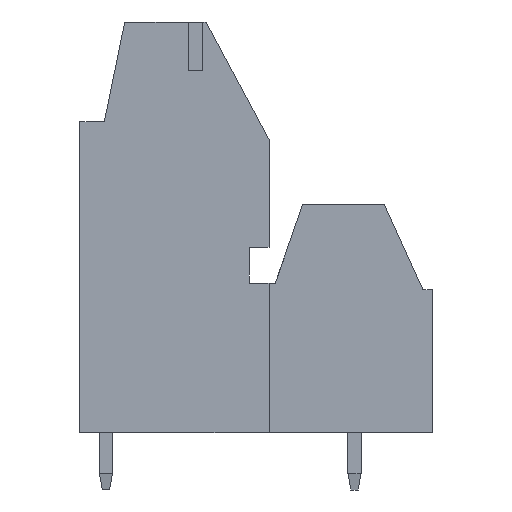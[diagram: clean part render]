
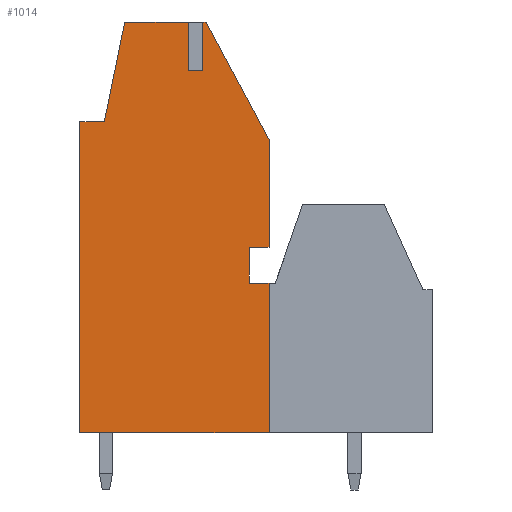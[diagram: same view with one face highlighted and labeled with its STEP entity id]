
A CAD part, left-side view. The second image highlights one B-rep face of the part: STEP entity #1014.
In plain terms, the highlighted planar face has unit normal (-1, 0, 0).
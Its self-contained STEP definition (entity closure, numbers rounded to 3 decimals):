
#2 = LINE ( 'NONE', #19037, #26197 ) ;
#215 = VERTEX_POINT ( 'NONE', #8225 ) ;
#309 = VECTOR ( 'NONE', #13912, 1000. ) ;
#377 = ORIENTED_EDGE ( 'NONE', *, *, #1002, .F. ) ;
#486 = CARTESIAN_POINT ( 'NONE',  ( -6.35, 3.542, -3. ) ) ;
#501 = CARTESIAN_POINT ( 'NONE',  ( -6.35, 0.42, -16.017 ) ) ;
#975 = VERTEX_POINT ( 'NONE', #25005 ) ;
#1002 = EDGE_CURVE ( 'NONE', #11128, #19802, #30246, .T. ) ;
#1004 = CARTESIAN_POINT ( 'NONE',  ( -6.35, 3.961, 0. ) ) ;
#1014 = ADVANCED_FACE ( 'NONE', ( #11639 ), #30406, .T. ) ;
#1288 = CARTESIAN_POINT ( 'NONE',  ( -6.35, 3.542, -3. ) ) ;
#1582 = VECTOR ( 'NONE', #21511, 1000. ) ;
#1770 = VECTOR ( 'NONE', #29678, 1000. ) ;
#1813 = VECTOR ( 'NONE', #7611, 1000. ) ;
#1907 = EDGE_CURVE ( 'NONE', #28550, #13578, #14924, .T. ) ;
#2272 = CARTESIAN_POINT ( 'NONE',  ( -6.35, 3.055, 0. ) ) ;
#2445 = VERTEX_POINT ( 'NONE', #6821 ) ;
#2711 = LINE ( 'NONE', #9901, #1813 ) ;
#2764 = VECTOR ( 'NONE', #15957, 1000. ) ;
#2899 = CARTESIAN_POINT ( 'NONE',  ( -6.35, -0.8, -25.2 ) ) ;
#3212 = ORIENTED_EDGE ( 'NONE', *, *, #6980, .F. ) ;
#3253 = VECTOR ( 'NONE', #9811, 1000. ) ;
#3532 = ORIENTED_EDGE ( 'NONE', *, *, #19178, .T. ) ;
#3784 = ORIENTED_EDGE ( 'NONE', *, *, #12577, .F. ) ;
#4287 = EDGE_CURVE ( 'NONE', #975, #215, #29054, .T. ) ;
#4324 = VECTOR ( 'NONE', #13425, 1000. ) ;
#4435 = CARTESIAN_POINT ( 'NONE',  ( -6.35, 9.3, -6.113 ) ) ;
#5157 = VECTOR ( 'NONE', #24664, 1000. ) ;
#5260 = CARTESIAN_POINT ( 'NONE',  ( -6.35, 10.8, -6.113 ) ) ;
#5820 = EDGE_CURVE ( 'NONE', #16700, #215, #23007, .T. ) ;
#6308 = EDGE_CURVE ( 'NONE', #27561, #975, #17451, .T. ) ;
#6410 = EDGE_CURVE ( 'NONE', #2445, #16380, #16231, .T. ) ;
#6435 = ORIENTED_EDGE ( 'NONE', *, *, #6308, .T. ) ;
#6525 = CARTESIAN_POINT ( 'NONE',  ( -6.35, 0., 0. ) ) ;
#6539 = ORIENTED_EDGE ( 'NONE', *, *, #5820, .F. ) ;
#6596 = EDGE_CURVE ( 'NONE', #17053, #16700, #22921, .T. ) ;
#6751 = ORIENTED_EDGE ( 'NONE', *, *, #6596, .F. ) ;
#6821 = CARTESIAN_POINT ( 'NONE',  ( -6.35, 8.055, 0. ) ) ;
#6829 = CARTESIAN_POINT ( 'NONE',  ( -6.35, 3.961, 0. ) ) ;
#6980 = EDGE_CURVE ( 'NONE', #13578, #2445, #7170, .T. ) ;
#7094 = EDGE_CURVE ( 'NONE', #24809, #9080, #2711, .T. ) ;
#7170 = LINE ( 'NONE', #18866, #2764 ) ;
#7497 = ORIENTED_EDGE ( 'NONE', *, *, #28679, .F. ) ;
#7554 = CARTESIAN_POINT ( 'NONE',  ( -6.35, 10.8, -25.2 ) ) ;
#7609 = CARTESIAN_POINT ( 'NONE',  ( -6.35, 0.42, -13.816 ) ) ;
#7611 = DIRECTION ( 'NONE',  ( 0., 0., -1. ) ) ;
#8225 = CARTESIAN_POINT ( 'NONE',  ( -6.35, -0.8, -16.017 ) ) ;
#8484 = LINE ( 'NONE', #13080, #29401 ) ;
#9080 = VERTEX_POINT ( 'NONE', #1288 ) ;
#9177 = DIRECTION ( 'NONE',  ( 0., -0.471, -0.882 ) ) ;
#9327 = DIRECTION ( 'NONE',  ( -1., 0., 0. ) ) ;
#9352 = EDGE_CURVE ( 'NONE', #16380, #21290, #13751, .T. ) ;
#9811 = DIRECTION ( 'NONE',  ( 0., 1., 0. ) ) ;
#9901 = CARTESIAN_POINT ( 'NONE',  ( -6.35, 3.542, 0. ) ) ;
#10032 = CARTESIAN_POINT ( 'NONE',  ( -6.35, 3.055, 0. ) ) ;
#10053 = CARTESIAN_POINT ( 'NONE',  ( -6.35, 3.542, 0. ) ) ;
#10097 = CARTESIAN_POINT ( 'NONE',  ( -6.35, 9.3, -6.113 ) ) ;
#10407 = DIRECTION ( 'NONE',  ( 0., -1., 0. ) ) ;
#10573 = ORIENTED_EDGE ( 'NONE', *, *, #7094, .T. ) ;
#10897 = VECTOR ( 'NONE', #10407, 1000. ) ;
#10908 = EDGE_CURVE ( 'NONE', #28523, #19802, #2, .T. ) ;
#10940 = DIRECTION ( 'NONE',  ( 0., 1., 0. ) ) ;
#11128 = VERTEX_POINT ( 'NONE', #10032 ) ;
#11152 = CARTESIAN_POINT ( 'NONE',  ( -6.35, -0.8, -16.017 ) ) ;
#11267 = CARTESIAN_POINT ( 'NONE',  ( -6.35, -0.8, -13.816 ) ) ;
#11639 = FACE_OUTER_BOUND ( 'NONE', #27961, .T. ) ;
#11775 = VECTOR ( 'NONE', #30381, 1000. ) ;
#12577 = EDGE_CURVE ( 'NONE', #24809, #11128, #13329, .T. ) ;
#12651 = CARTESIAN_POINT ( 'NONE',  ( -6.35, 0., -25.2 ) ) ;
#13080 = CARTESIAN_POINT ( 'NONE',  ( -6.35, -0.8, -13.816 ) ) ;
#13329 = LINE ( 'NONE', #15505, #15846 ) ;
#13425 = DIRECTION ( 'NONE',  ( 0., 0., -1. ) ) ;
#13578 = VERTEX_POINT ( 'NONE', #4435 ) ;
#13751 = LINE ( 'NONE', #6829, #4324 ) ;
#13912 = DIRECTION ( 'NONE',  ( 0., -1., 0. ) ) ;
#13936 = EDGE_CURVE ( 'NONE', #28523, #17053, #8484, .T. ) ;
#14135 = DIRECTION ( 'NONE',  ( 0., 0., 1. ) ) ;
#14924 = LINE ( 'NONE', #10097, #10897 ) ;
#15505 = CARTESIAN_POINT ( 'NONE',  ( -6.35, 0., 0. ) ) ;
#15846 = VECTOR ( 'NONE', #24863, 1000. ) ;
#15957 = DIRECTION ( 'NONE',  ( 0., -0.2, 0.98 ) ) ;
#16231 = LINE ( 'NONE', #6525, #309 ) ;
#16380 = VERTEX_POINT ( 'NONE', #1004 ) ;
#16578 = CARTESIAN_POINT ( 'NONE',  ( -6.35, 0., -25.2 ) ) ;
#16669 = ORIENTED_EDGE ( 'NONE', *, *, #13936, .F. ) ;
#16700 = VERTEX_POINT ( 'NONE', #501 ) ;
#16970 = DIRECTION ( 'NONE',  ( 0., 0., 1. ) ) ;
#17053 = VERTEX_POINT ( 'NONE', #7609 ) ;
#17451 = LINE ( 'NONE', #12651, #5157 ) ;
#18866 = CARTESIAN_POINT ( 'NONE',  ( -6.35, 8.055, 0. ) ) ;
#19037 = CARTESIAN_POINT ( 'NONE',  ( -6.35, -0.8, -25.2 ) ) ;
#19178 = EDGE_CURVE ( 'NONE', #9080, #21290, #23825, .T. ) ;
#19258 = ORIENTED_EDGE ( 'NONE', *, *, #1907, .F. ) ;
#19802 = VERTEX_POINT ( 'NONE', #29588 ) ;
#19896 = AXIS2_PLACEMENT_3D ( 'NONE', #16578, #9327, #25320 ) ;
#20214 = CARTESIAN_POINT ( 'NONE',  ( -6.35, 3.961, -3. ) ) ;
#20274 = CARTESIAN_POINT ( 'NONE',  ( -6.35, 0.42, -16.017 ) ) ;
#20492 = ORIENTED_EDGE ( 'NONE', *, *, #10908, .T. ) ;
#21290 = VERTEX_POINT ( 'NONE', #20214 ) ;
#21511 = DIRECTION ( 'NONE',  ( 0., 0., 1. ) ) ;
#22921 = LINE ( 'NONE', #20274, #1770 ) ;
#23007 = LINE ( 'NONE', #11152, #11775 ) ;
#23825 = LINE ( 'NONE', #486, #3253 ) ;
#24664 = DIRECTION ( 'NONE',  ( 0., -1., 0. ) ) ;
#24809 = VERTEX_POINT ( 'NONE', #10053 ) ;
#24863 = DIRECTION ( 'NONE',  ( 0., -1., 0. ) ) ;
#25005 = CARTESIAN_POINT ( 'NONE',  ( -6.35, -0.8, -25.2 ) ) ;
#25297 = VECTOR ( 'NONE', #16970, 1000. ) ;
#25320 = DIRECTION ( 'NONE',  ( 0., -1., 0. ) ) ;
#25714 = ORIENTED_EDGE ( 'NONE', *, *, #6410, .F. ) ;
#25799 = VECTOR ( 'NONE', #9177, 1000. ) ;
#26197 = VECTOR ( 'NONE', #14135, 1000. ) ;
#26439 = ORIENTED_EDGE ( 'NONE', *, *, #4287, .T. ) ;
#26471 = LINE ( 'NONE', #7554, #25297 ) ;
#26549 = CARTESIAN_POINT ( 'NONE',  ( -6.35, 10.8, -25.2 ) ) ;
#27561 = VERTEX_POINT ( 'NONE', #26549 ) ;
#27961 = EDGE_LOOP ( 'NONE', ( #3532, #29889, #25714, #3212, #19258, #7497, #6435, #26439, #6539, #6751, #16669, #20492, #377, #3784, #10573 ) ) ;
#28523 = VERTEX_POINT ( 'NONE', #11267 ) ;
#28550 = VERTEX_POINT ( 'NONE', #5260 ) ;
#28679 = EDGE_CURVE ( 'NONE', #27561, #28550, #26471, .T. ) ;
#29054 = LINE ( 'NONE', #2899, #1582 ) ;
#29401 = VECTOR ( 'NONE', #10940, 1000. ) ;
#29588 = CARTESIAN_POINT ( 'NONE',  ( -6.35, -0.8, -7.221 ) ) ;
#29678 = DIRECTION ( 'NONE',  ( 0., 0., -1. ) ) ;
#29889 = ORIENTED_EDGE ( 'NONE', *, *, #9352, .F. ) ;
#30246 = LINE ( 'NONE', #2272, #25799 ) ;
#30381 = DIRECTION ( 'NONE',  ( 0., -1., 0. ) ) ;
#30406 = PLANE ( 'NONE',  #19896 ) ;
